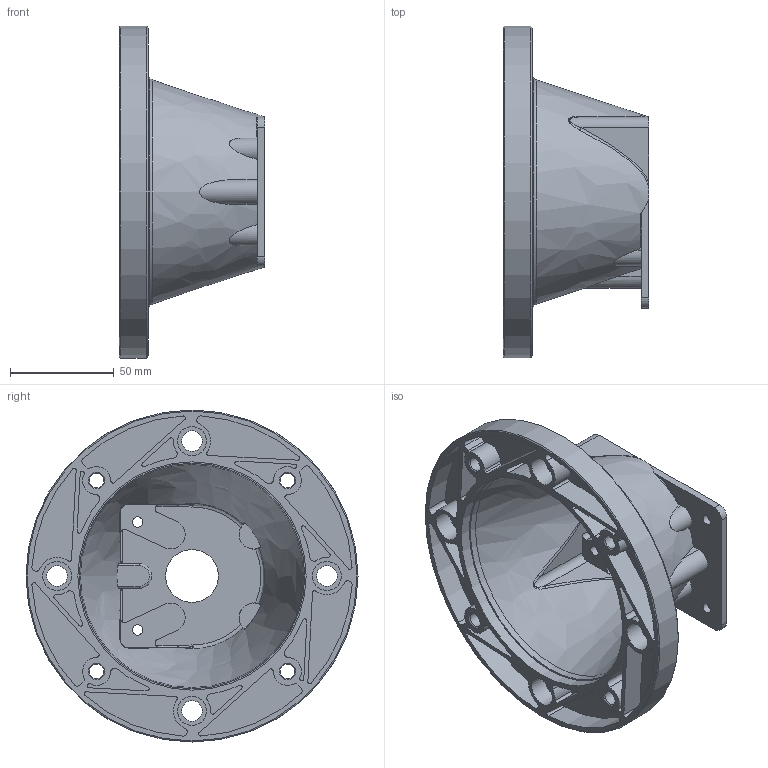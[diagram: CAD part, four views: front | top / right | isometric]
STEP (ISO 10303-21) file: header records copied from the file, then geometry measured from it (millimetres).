
FILE_DESCRIPTION(('STEP AP203'),'2;1');
FILE_NAME('LS161.stp','2014-09-02T10:46:21',(''),(''),'2011.1.114','THINKDESIGN','');
FILE_SCHEMA(('CONFIG_CONTROL_DESIGN'));
Length unit declared in the file: millimetre
Bounding box: 70 x 160 x 160 mm (x, y, z)
Volume: 145148.1 mm3; surface area: 96877 mm2
Topology: 1 solids, 1 shells, 279 faces, 780 edges, 524 vertices
Faces by surface type: cylinder 144, plane 78, bspline 57
Full cylindrical faces by diameter (mm): 5 x4, 7 x4, 10 x4, 14 x4, 25.4 x1, 110 x2, 160 x1
Entity records: 14229 total; most frequent: CARTESIAN_POINT 6903, ORIENTED_EDGE 1552, DIRECTION 1501, EDGE_CURVE 776, AXIS2_PLACEMENT_3D 610, VERTEX_POINT 524, CIRCLE 388, EDGE_LOOP 330
